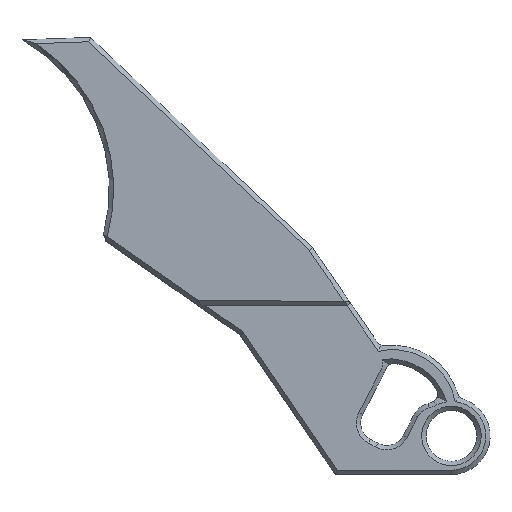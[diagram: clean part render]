
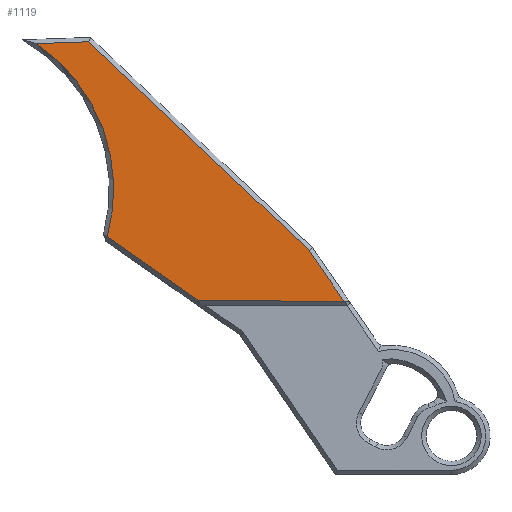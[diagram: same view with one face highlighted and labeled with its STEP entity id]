
A CAD part, top view. The second image highlights one B-rep face of the part: STEP entity #1119.
In plain terms, the highlighted planar face has unit normal (0, 0, 1).
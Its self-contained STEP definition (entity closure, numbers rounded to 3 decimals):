
#58=PLANE('',#1222);
#107=FACE_OUTER_BOUND('',#174,.T.);
#174=EDGE_LOOP('',(#913,#914,#915,#916,#917,#918));
#229=CIRCLE('',#1213,20.5);
#267=LINE('',#1772,#368);
#282=LINE('',#1812,#383);
#299=LINE('',#1866,#400);
#300=LINE('',#1868,#401);
#303=LINE('',#1873,#404);
#368=VECTOR('',#1347,10.);
#383=VECTOR('',#1372,10.);
#400=VECTOR('',#1409,10.);
#401=VECTOR('',#1412,10.);
#404=VECTOR('',#1419,10.);
#518=VERTEX_POINT('',#1770);
#519=VERTEX_POINT('',#1771);
#523=VERTEX_POINT('',#1783);
#532=VERTEX_POINT('',#1811);
#534=VERTEX_POINT('',#1817);
#537=VERTEX_POINT('',#1827);
#628=EDGE_CURVE('',#518,#519,#267,.T.);
#645=EDGE_CURVE('',#519,#532,#282,.T.);
#667=EDGE_CURVE('',#532,#537,#299,.T.);
#668=EDGE_CURVE('',#537,#534,#300,.T.);
#671=EDGE_CURVE('',#534,#523,#303,.T.);
#674=EDGE_CURVE('',#523,#518,#229,.T.);
#913=ORIENTED_EDGE('',*,*,#628,.F.);
#914=ORIENTED_EDGE('',*,*,#674,.F.);
#915=ORIENTED_EDGE('',*,*,#671,.F.);
#916=ORIENTED_EDGE('',*,*,#668,.F.);
#917=ORIENTED_EDGE('',*,*,#667,.F.);
#918=ORIENTED_EDGE('',*,*,#645,.F.);
#1119=ADVANCED_FACE('',(#107),#58,.T.);
#1213=AXIS2_PLACEMENT_3D('',#1877,#1425,#1426);
#1222=AXIS2_PLACEMENT_3D('',#1901,#1452,#1453);
#1347=DIRECTION('',(0.999,0.035,0.));
#1372=DIRECTION('',(0.726,-0.688,0.));
#1409=DIRECTION('',(0.567,-0.824,0.));
#1412=DIRECTION('',(-1.,0.005,0.));
#1419=DIRECTION('',(-0.819,0.574,0.));
#1425=DIRECTION('center_axis',(0.,0.,1.));
#1426=DIRECTION('ref_axis',(0.958,-0.287,0.));
#1452=DIRECTION('center_axis',(0.,0.,1.));
#1453=DIRECTION('ref_axis',(-1.,0.,0.));
#1770=CARTESIAN_POINT('',(-31.346,85.272,110.565));
#1771=CARTESIAN_POINT('',(-25.211,85.486,110.565));
#1772=CARTESIAN_POINT('',(-19.648,85.68,110.565));
#1783=CARTESIAN_POINT('',(-23.07,62.738,110.565));
#1811=CARTESIAN_POINT('',(0.471,61.149,110.565));
#1812=CARTESIAN_POINT('',(-5.554,66.858,110.565));
#1817=CARTESIAN_POINT('',(-12.431,55.289,110.565));
#1827=CARTESIAN_POINT('',(4.557,55.211,110.565));
#1866=CARTESIAN_POINT('',(-0.009,61.846,110.565));
#1868=CARTESIAN_POINT('',(-13.204,55.292,110.565));
#1873=CARTESIAN_POINT('',(-21.878,61.904,110.565));
#1877=CARTESIAN_POINT('Origin',(-42.808,68.275,110.565));
#1901=CARTESIAN_POINT('Origin',(-13.752,70.349,110.565));
